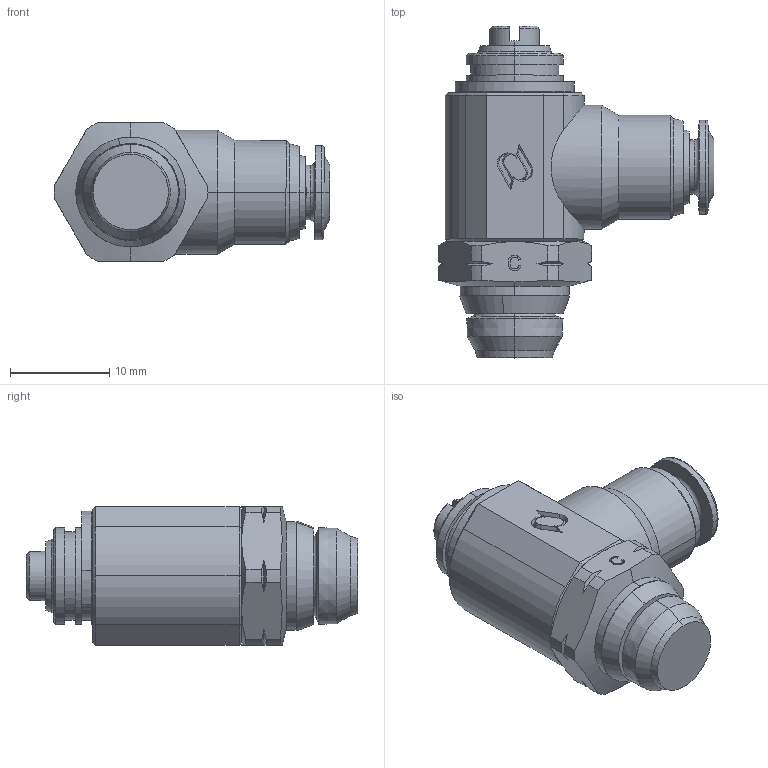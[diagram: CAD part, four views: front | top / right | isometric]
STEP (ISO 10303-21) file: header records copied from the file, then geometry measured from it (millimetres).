
FILE_DESCRIPTION (( 'STEP AP214' ), '1' );
FILE_NAME ('5790100003A.step', '2012-10-22T17:38:59', ( '' ), ( '' ), 'SwSTEP 2.0', 'SolidWorks 2012', '' );
FILE_SCHEMA (( 'AUTOMOTIVE_DESIGN' ));
Length unit declared in the file: millimetre
Products named in the file (1): 5790100003A
Bounding box: 27.86 x 33.5 x 14.02 mm (x, y, z)
Volume: 5167.6 mm3; surface area: 2314 mm2
Topology: 1 solids, 1 shells, 208 faces, 507 edges, 319 vertices
Faces by surface type: plane 81, cone 64, cylinder 47, torus 8, bspline 8
Entity records: 8228 total; most frequent: CARTESIAN_POINT 1977, DIRECTION 1038, ORIENTED_EDGE 1014, EDGE_CURVE 507, AXIS2_PLACEMENT_3D 404, VERTEX_POINT 319, EDGE_LOOP 230, VECTOR 230
